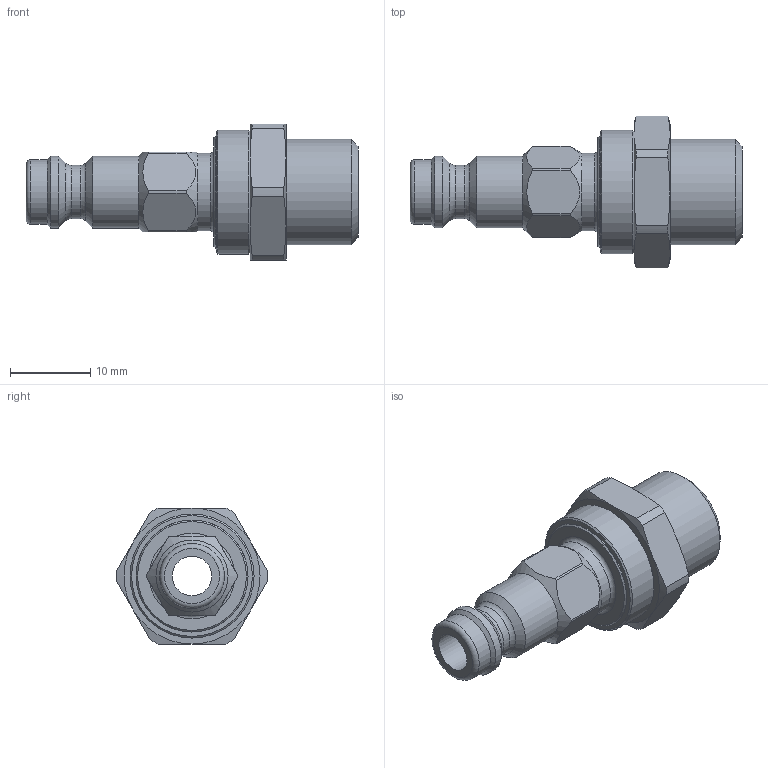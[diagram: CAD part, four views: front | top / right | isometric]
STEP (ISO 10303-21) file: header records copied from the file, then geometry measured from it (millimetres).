
FILE_DESCRIPTION((''),'2;1');
FILE_NAME('21sfaw10mxn6.stp','2014-08-05T09:28:13',('IA176480'),(''),'Autodesk Inventor 2013','Autodesk Inventor 2013','');
FILE_SCHEMA(('AUTOMOTIVE_DESIGN { 1 0 10303 214 1 1 1 1 }'));
Length unit declared in the file: millimetre
Products named in the file (3): D110186; D110185; D104771
Assembly tree (2 placements, depth 2):
  D110186
    D110185
    D104771
Bounding box: 41.5 x 19 x 17 mm (x, y, z)
Volume: 3786.6 mm3; surface area: 3026.4 mm2
Topology: 2 solids, 2 shells, 69 faces, 155 edges, 93 vertices
Faces by surface type: cone 23, cylinder 23, plane 19, torus 4
Full cylindrical faces by diameter (mm): 4.95 x1, 6.65 x1, 8.1 x1, 9 x2, 9.7 x1, 13.157 x1, 13.85 x1, 14 x1, 14.05 x1, 15.5 x1
Entity records: 1821 total; most frequent: CARTESIAN_POINT 364, DIRECTION 306, ORIENTED_EDGE 254, AXIS2_PLACEMENT_3D 141, EDGE_CURVE 127, EDGE_LOOP 102, VERTEX_POINT 91, FACE_OUTER_BOUND 69
